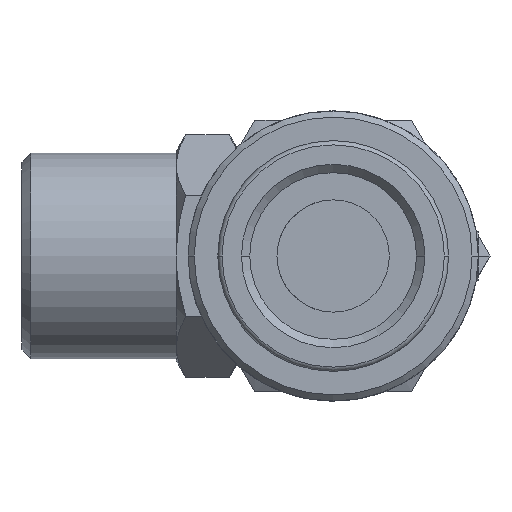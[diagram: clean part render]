
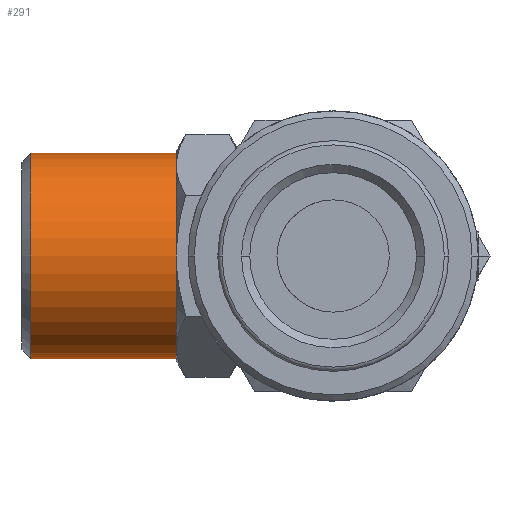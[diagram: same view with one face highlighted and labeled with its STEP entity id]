
A CAD part, front view. The second image highlights one B-rep face of the part: STEP entity #291.
In plain terms, the highlighted cylindrical face has radius 8.331 mm (diameter 16.662 mm), a partial arc.
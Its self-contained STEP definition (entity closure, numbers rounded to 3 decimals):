
#291=ADVANCED_FACE('',(#616),#617,.T.);
#616=FACE_OUTER_BOUND('',#969,.T.);
#617=CYLINDRICAL_SURFACE('',#970,8.331);
#969=EDGE_LOOP('',(#1770,#1771,#1772,#1773));
#970=AXIS2_PLACEMENT_3D('',#1774,#1775,#1776);
#1770=ORIENTED_EDGE('',*,*,#2092,.F.);
#1771=ORIENTED_EDGE('',*,*,#2398,.T.);
#1772=ORIENTED_EDGE('',*,*,#2094,.F.);
#1773=ORIENTED_EDGE('',*,*,#2399,.F.);
#1774=CARTESIAN_POINT('',(-17.7,46.905,0.0));
#1775=DIRECTION('',(-1.0,0.,0.));
#1776=DIRECTION('',(0.,0.,-1.0));
#2092=EDGE_CURVE('',#2490,#2491,#2492,.T.);
#2094=EDGE_CURVE('',#2493,#2495,#2496,.T.);
#2398=EDGE_CURVE('',#2490,#2495,#2944,.T.);
#2399=EDGE_CURVE('',#2491,#2493,#2945,.T.);
#2490=VERTEX_POINT('',#3097);
#2491=VERTEX_POINT('',#3098);
#2492=LINE('',#3099,#3100);
#2493=VERTEX_POINT('',#3101);
#2495=VERTEX_POINT('',#3103);
#2496=LINE('',#3104,#3105);
#2944=CIRCLE('',#4582,8.331);
#2945=CIRCLE('',#4583,8.331);
#3097=CARTESIAN_POINT('',(-12.7,46.905,-8.331));
#3098=CARTESIAN_POINT('',(-24.477,46.905,-8.331));
#3099=CARTESIAN_POINT('',(-17.7,46.905,-8.331));
#3100=VECTOR('',#4743,1.0);
#3101=CARTESIAN_POINT('',(-24.477,46.905,8.331));
#3103=CARTESIAN_POINT('',(-12.7,46.905,8.331));
#3104=CARTESIAN_POINT('',(-17.7,46.905,8.331));
#3105=VECTOR('',#4747,1.0);
#4582=AXIS2_PLACEMENT_3D('',#5081,#5082,#5083);
#4583=AXIS2_PLACEMENT_3D('',#5084,#5085,#5086);
#4743=DIRECTION('',(-1.0,0.,0.));
#4747=DIRECTION('',(1.0,0.,0.));
#5081=CARTESIAN_POINT('',(-12.7,46.905,0.0));
#5082=DIRECTION('',(-1.0,0.,0.));
#5083=DIRECTION('',(0.,0.,-1.0));
#5084=CARTESIAN_POINT('',(-24.477,46.905,0.0));
#5085=DIRECTION('',(-1.0,0.,0.));
#5086=DIRECTION('',(0.,0.,-1.0));
